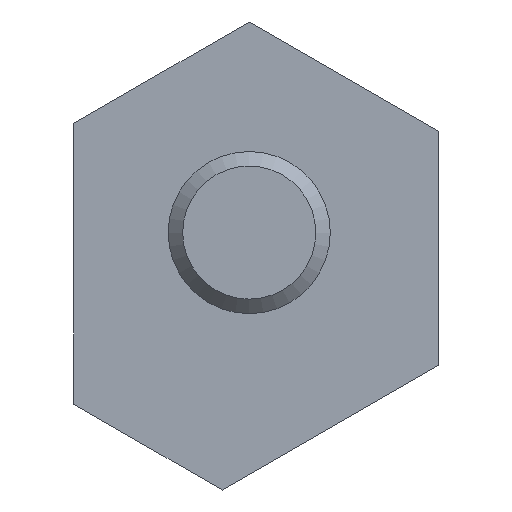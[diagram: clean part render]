
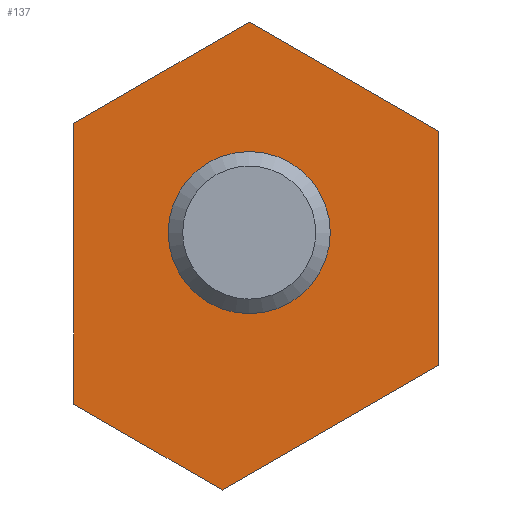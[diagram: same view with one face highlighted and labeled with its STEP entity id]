
A CAD part, front view. The second image highlights one B-rep face of the part: STEP entity #137.
In plain terms, the highlighted planar face has unit normal (0, -1, 0).
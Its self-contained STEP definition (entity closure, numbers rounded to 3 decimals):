
#137 = ADVANCED_FACE( '', ( #333, #334 ), #335, .F. );
#333 = FACE_BOUND( '', #594, .T. );
#334 = FACE_OUTER_BOUND( '', #595, .T. );
#335 = PLANE( '', #596 );
#594 = EDGE_LOOP( '', ( #952 ) );
#595 = EDGE_LOOP( '', ( #953, #954, #955, #956, #957, #958 ) );
#596 = AXIS2_PLACEMENT_3D( '', #959, #960, #961 );
#952 = ORIENTED_EDGE( '', *, *, #1583, .F. );
#953 = ORIENTED_EDGE( '', *, *, #1584, .F. );
#954 = ORIENTED_EDGE( '', *, *, #1585, .F. );
#955 = ORIENTED_EDGE( '', *, *, #1586, .F. );
#956 = ORIENTED_EDGE( '', *, *, #1587, .F. );
#957 = ORIENTED_EDGE( '', *, *, #1579, .F. );
#958 = ORIENTED_EDGE( '', *, *, #1588, .F. );
#959 = CARTESIAN_POINT( '', ( 0., 0., 0. ) );
#960 = DIRECTION( '', ( 0., 1., 0. ) );
#961 = DIRECTION( '', ( 0., 0., 1. ) );
#1579 = EDGE_CURVE( '', #1916, #1917, #1918, .T. );
#1583 = EDGE_CURVE( '', #1922, #1922, #1923, .F. );
#1584 = EDGE_CURVE( '', #1924, #1925, #1926, .T. );
#1585 = EDGE_CURVE( '', #1927, #1924, #1928, .T. );
#1586 = EDGE_CURVE( '', #1929, #1927, #1930, .T. );
#1587 = EDGE_CURVE( '', #1917, #1929, #1931, .T. );
#1588 = EDGE_CURVE( '', #1925, #1916, #1932, .T. );
#1916 = VERTEX_POINT( '', #2386 );
#1917 = VERTEX_POINT( '', #2387 );
#1918 = LINE( '', #2388, #2389 );
#1922 = VERTEX_POINT( '', #2395 );
#1923 = CIRCLE( '', #2396, 6. );
#1924 = VERTEX_POINT( '', #2397 );
#1925 = VERTEX_POINT( '', #2398 );
#1926 = LINE( '', #2399, #2400 );
#1927 = VERTEX_POINT( '', #2401 );
#1928 = LINE( '', #2402, #2403 );
#1929 = VERTEX_POINT( '', #2404 );
#1930 = LINE( '', #2405, #2406 );
#1931 = LINE( '', #2407, #2408 );
#1932 = LINE( '', #2409, #2410 );
#2386 = CARTESIAN_POINT( '', ( -13., 0., 8.083 ) );
#2387 = CARTESIAN_POINT( '', ( 0., 0., 15.588 ) );
#2388 = CARTESIAN_POINT( '', ( -13., 0., 8.083 ) );
#2389 = VECTOR( '', #2803, 1000. );
#2395 = CARTESIAN_POINT( '', ( 0., 0., 6. ) );
#2396 = AXIS2_PLACEMENT_3D( '', #2806, #2807, #2808 );
#2397 = CARTESIAN_POINT( '', ( -2., 0., -19.053 ) );
#2398 = CARTESIAN_POINT( '', ( -13., 0., -12.702 ) );
#2399 = CARTESIAN_POINT( '', ( -2., 0., -19.053 ) );
#2400 = VECTOR( '', #2809, 1000. );
#2401 = CARTESIAN_POINT( '', ( 14., 0., -9.815 ) );
#2402 = CARTESIAN_POINT( '', ( 14., 0., -9.815 ) );
#2403 = VECTOR( '', #2810, 1000. );
#2404 = CARTESIAN_POINT( '', ( 14., 0., 7.506 ) );
#2405 = CARTESIAN_POINT( '', ( 14., 0., 7.506 ) );
#2406 = VECTOR( '', #2811, 1000. );
#2407 = CARTESIAN_POINT( '', ( 0., 0., 15.588 ) );
#2408 = VECTOR( '', #2812, 1000. );
#2409 = CARTESIAN_POINT( '', ( -13., 0., -12.702 ) );
#2410 = VECTOR( '', #2813, 1000. );
#2803 = DIRECTION( '', ( 0.866, 0., 0.5 ) );
#2806 = CARTESIAN_POINT( '', ( 0., 0., 0. ) );
#2807 = DIRECTION( '', ( 0., 1., 0. ) );
#2808 = DIRECTION( '', ( 0., 0., 1. ) );
#2809 = DIRECTION( '', ( -0.866, 0., 0.5 ) );
#2810 = DIRECTION( '', ( -0.866, 0., -0.5 ) );
#2811 = DIRECTION( '', ( 0., 0., -1. ) );
#2812 = DIRECTION( '', ( 0.866, 0., -0.5 ) );
#2813 = DIRECTION( '', ( 0., 0., 1. ) );
